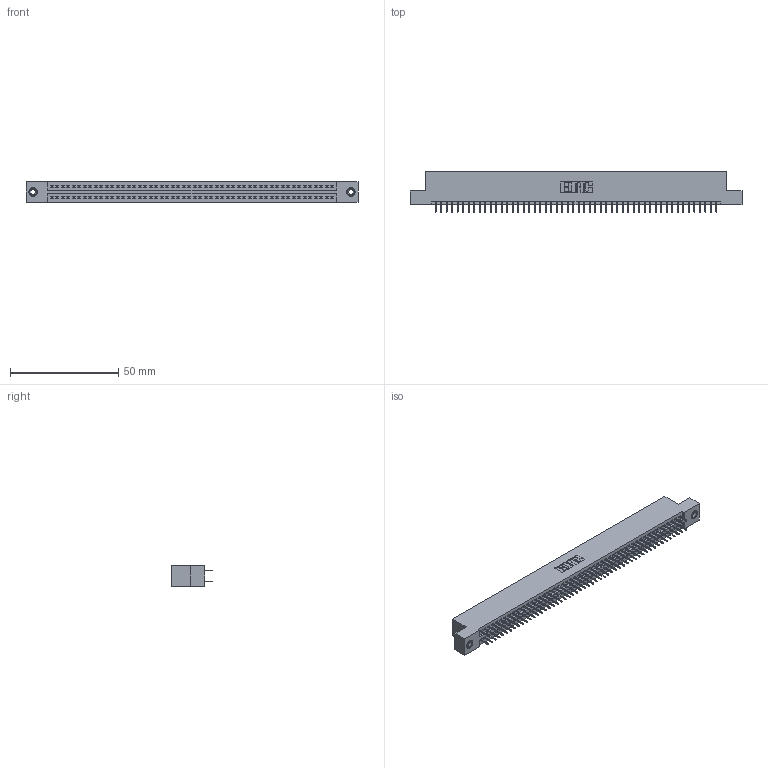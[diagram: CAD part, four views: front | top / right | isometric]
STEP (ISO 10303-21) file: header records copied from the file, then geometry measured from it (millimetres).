
FILE_DESCRIPTION (( 'STEP AP203' ), '1' );
FILE_NAME ('845-104-525-208.STEP', '2020-09-24T05:37:05', ( '' ), ( '' ), 'SwSTEP 2.0', 'SolidWorks 2020', '' );
FILE_SCHEMA (( 'CONFIG_CONTROL_DESIGN' ));
Length unit declared in the file: inch
Products named in the file (4): 845-104-525-208; 345-250-001_345-250-003-102; 345-292-001_345-293-125; 845 Part_Flush Mounting Lugs - 0.156 Dia-TI
Assembly tree (107 placements, depth 2):
  845-104-525-208
    845 Part_Flush Mounting Lugs - 0.156 Dia-TI
    345-292-001_345-293-125  x104
    345-250-001_345-250-003-102  x2
Bounding box: 153.29 x 18.72 x 9.4 mm (x, y, z)
Volume: 14805.8 mm3; surface area: 21576.7 mm2
Topology: 107 solids, 107 shells, 5802 faces, 16389 edges, 10502 vertices
Faces by surface type: plane 4168, cylinder 1618, cone 12, torus 4
Entity records: 40714 total; most frequent: CARTESIAN_POINT 6795, ORIENTED_EDGE 6722, DIRECTION 6007, EDGE_CURVE 3361, LINE 3005, VECTOR 3005, VERTEX_POINT 2232, AXIS2_PLACEMENT_3D 1501
